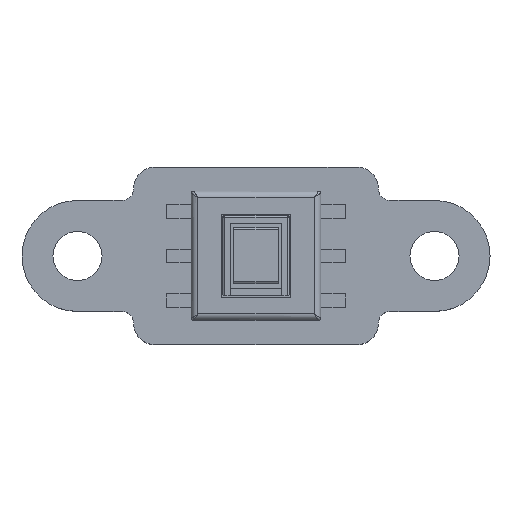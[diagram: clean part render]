
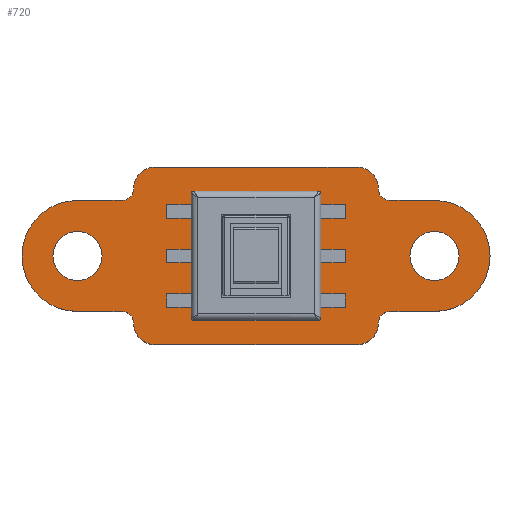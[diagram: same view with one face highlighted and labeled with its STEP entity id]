
A CAD part, top view. The second image highlights one B-rep face of the part: STEP entity #720.
In plain terms, the highlighted planar face has unit normal (0, 0, 1).
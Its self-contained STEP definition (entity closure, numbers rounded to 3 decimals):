
#176=CARTESIAN_POINT('',(-6.,3.,1.6));
#177=DIRECTION('',(0.,0.,1.));
#178=DIRECTION('',(0.,-1.,0.));
#179=AXIS2_PLACEMENT_3D('',#176,#177,#178);
#181=CARTESIAN_POINT('',(-4.5,3.,1.6));
#182=DIRECTION('',(0.,0.,-1.));
#183=DIRECTION('',(-1.,0.,0.));
#184=AXIS2_PLACEMENT_3D('',#181,#182,#183);
#186=DIRECTION('',(1.,0.,0.));
#187=VECTOR('',#186,7.);
#188=CARTESIAN_POINT('',(-4.5,3.987,1.6));
#189=LINE('',#188,#187);
#190=DIRECTION('',(1.,0.,0.));
#191=VECTOR('',#190,2.);
#192=CARTESIAN_POINT('',(2.5,3.987,1.6));
#193=LINE('',#192,#191);
#194=CARTESIAN_POINT('',(4.5,3.,1.6));
#195=DIRECTION('',(0.,0.,-1.));
#196=DIRECTION('',(0.,1.,0.));
#197=AXIS2_PLACEMENT_3D('',#194,#195,#196);
#199=CARTESIAN_POINT('',(6.,3.,1.6));
#200=DIRECTION('',(0.,0.,1.));
#201=DIRECTION('',(-1.,0.,0.));
#202=AXIS2_PLACEMENT_3D('',#199,#200,#201);
#204=DIRECTION('',(1.,0.,0.));
#205=VECTOR('',#204,2.);
#206=CARTESIAN_POINT('',(6.,2.487,1.6));
#207=LINE('',#206,#205);
#208=CARTESIAN_POINT('',(8.,0.,1.6));
#209=DIRECTION('',(0.,0.,-1.));
#210=DIRECTION('',(0.,1.,0.));
#211=AXIS2_PLACEMENT_3D('',#208,#209,#210);
#213=DIRECTION('',(-1.,0.,0.));
#214=VECTOR('',#213,2.);
#215=CARTESIAN_POINT('',(8.,-2.487,1.6));
#216=LINE('',#215,#214);
#217=CARTESIAN_POINT('',(6.,-3.,1.6));
#218=DIRECTION('',(0.,0.,1.));
#219=DIRECTION('',(0.,1.,0.));
#220=AXIS2_PLACEMENT_3D('',#217,#218,#219);
#222=CARTESIAN_POINT('',(4.5,-3.,1.6));
#223=DIRECTION('',(0.,0.,-1.));
#224=DIRECTION('',(1.,0.,0.));
#225=AXIS2_PLACEMENT_3D('',#222,#223,#224);
#227=DIRECTION('',(-1.,0.,0.));
#228=VECTOR('',#227,9.);
#229=CARTESIAN_POINT('',(4.5,-3.987,1.6));
#230=LINE('',#229,#228);
#231=CARTESIAN_POINT('',(-4.5,-3.,1.6));
#232=DIRECTION('',(0.,0.,-1.));
#233=DIRECTION('',(0.,-1.,0.));
#234=AXIS2_PLACEMENT_3D('',#231,#232,#233);
#236=CARTESIAN_POINT('',(-6.,-3.,1.6));
#237=DIRECTION('',(0.,0.,1.));
#238=DIRECTION('',(1.,0.,0.));
#239=AXIS2_PLACEMENT_3D('',#236,#237,#238);
#241=DIRECTION('',(-1.,0.,0.));
#242=VECTOR('',#241,2.);
#243=CARTESIAN_POINT('',(-6.,-2.487,1.6));
#244=LINE('',#243,#242);
#245=CARTESIAN_POINT('',(-8.,0.,1.6));
#246=DIRECTION('',(0.,0.,-1.));
#247=DIRECTION('',(0.,-1.,0.));
#248=AXIS2_PLACEMENT_3D('',#245,#246,#247);
#250=DIRECTION('',(1.,0.,0.));
#251=VECTOR('',#250,2.);
#252=CARTESIAN_POINT('',(-8.,2.487,1.6));
#253=LINE('',#252,#251);
#254=CARTESIAN_POINT('',(-8.,0.,1.6));
#255=DIRECTION('',(0.,0.,1.));
#256=DIRECTION('',(1.,0.,0.));
#257=AXIS2_PLACEMENT_3D('',#254,#255,#256);
#259=CARTESIAN_POINT('',(-8.,0.,1.6));
#260=DIRECTION('',(0.,0.,1.));
#261=DIRECTION('',(-1.,0.,0.));
#262=AXIS2_PLACEMENT_3D('',#259,#260,#261);
#264=CARTESIAN_POINT('',(8.,0.,1.6));
#265=DIRECTION('',(0.,0.,1.));
#266=DIRECTION('',(1.,0.,0.));
#267=AXIS2_PLACEMENT_3D('',#264,#265,#266);
#269=CARTESIAN_POINT('',(8.,0.,1.6));
#270=DIRECTION('',(0.,0.,1.));
#271=DIRECTION('',(-1.,0.,0.));
#272=AXIS2_PLACEMENT_3D('',#269,#270,#271);
#283=CARTESIAN_POINT('',(-6.,2.487,1.6));
#285=VERTEX_POINT('',#283);
#286=CARTESIAN_POINT('',(-5.487,3.,1.6));
#287=VERTEX_POINT('',#286);
#290=CARTESIAN_POINT('',(-4.5,3.987,1.6));
#291=VERTEX_POINT('',#290);
#294=CARTESIAN_POINT('',(2.5,3.987,1.6));
#295=VERTEX_POINT('',#294);
#298=CARTESIAN_POINT('',(4.5,3.987,1.6));
#299=VERTEX_POINT('',#298);
#302=CARTESIAN_POINT('',(5.487,3.,1.6));
#303=VERTEX_POINT('',#302);
#306=CARTESIAN_POINT('',(6.,2.487,1.6));
#307=VERTEX_POINT('',#306);
#310=CARTESIAN_POINT('',(8.,2.487,1.6));
#311=VERTEX_POINT('',#310);
#314=CARTESIAN_POINT('',(8.,-2.487,1.6));
#315=VERTEX_POINT('',#314);
#318=CARTESIAN_POINT('',(6.,-2.487,1.6));
#319=VERTEX_POINT('',#318);
#322=CARTESIAN_POINT('',(5.487,-3.,1.6));
#323=VERTEX_POINT('',#322);
#326=CARTESIAN_POINT('',(4.5,-3.987,1.6));
#327=VERTEX_POINT('',#326);
#330=CARTESIAN_POINT('',(-4.5,-3.987,1.6));
#331=VERTEX_POINT('',#330);
#334=CARTESIAN_POINT('',(-5.487,-3.,1.6));
#335=VERTEX_POINT('',#334);
#338=CARTESIAN_POINT('',(-6.,-2.487,1.6));
#339=VERTEX_POINT('',#338);
#342=CARTESIAN_POINT('',(-8.,-2.487,1.6));
#343=VERTEX_POINT('',#342);
#346=CARTESIAN_POINT('',(-8.,2.487,1.6));
#347=VERTEX_POINT('',#346);
#358=CARTESIAN_POINT('',(-6.9,0.,1.6));
#359=CARTESIAN_POINT('',(-9.1,0.,1.6));
#360=VERTEX_POINT('',#358);
#361=VERTEX_POINT('',#359);
#362=CARTESIAN_POINT('',(9.1,0.,1.6));
#363=CARTESIAN_POINT('',(6.9,0.,1.6));
#364=VERTEX_POINT('',#362);
#365=VERTEX_POINT('',#363);
#686=CARTESIAN_POINT('',(0.,0.,
1.6));
#687=DIRECTION('',(0.,0.,-1.));
#688=DIRECTION('',(-1.,0.,0.));
#689=AXIS2_PLACEMENT_3D('',#686,#687,#688);
#690=PLANE('',#689);
#691=ORIENTED_EDGE('',*,*,#377,.T.);
#692=ORIENTED_EDGE('',*,*,#616,.T.);
#693=ORIENTED_EDGE('',*,*,#602,.T.);
#694=ORIENTED_EDGE('',*,*,#587,.T.);
#695=ORIENTED_EDGE('',*,*,#572,.T.);
#696=ORIENTED_EDGE('',*,*,#557,.T.);
#697=ORIENTED_EDGE('',*,*,#542,.T.);
#698=ORIENTED_EDGE('',*,*,#527,.T.);
#699=ORIENTED_EDGE('',*,*,#512,.T.);
#700=ORIENTED_EDGE('',*,*,#497,.T.);
#701=ORIENTED_EDGE('',*,*,#482,.T.);
#702=ORIENTED_EDGE('',*,*,#467,.T.);
#703=ORIENTED_EDGE('',*,*,#452,.T.);
#704=ORIENTED_EDGE('',*,*,#437,.T.);
#705=ORIENTED_EDGE('',*,*,#422,.T.);
#706=ORIENTED_EDGE('',*,*,#407,.T.);
#707=ORIENTED_EDGE('',*,*,#392,.T.);
#708=EDGE_LOOP('',(#691,#692,#693,#694,#695,#696,#697,#698,#699,#700,#701,#702,
#703,#704,#705,#706,#707));
#709=FACE_OUTER_BOUND('',#708,.F.);
#710=ORIENTED_EDGE('',*,*,#666,.T.);
#711=ORIENTED_EDGE('',*,*,#680,.T.);
#712=EDGE_LOOP('',(#710,#711));
#713=FACE_BOUND('',#712,.F.);
#715=ORIENTED_EDGE('',*,*,#714,.T.);
#717=ORIENTED_EDGE('',*,*,#716,.T.);
#718=EDGE_LOOP('',(#715,#717));
#719=FACE_BOUND('',#718,.F.);
#720=ADVANCED_FACE('',(#709,#713,#719),#690,.F.);
#180=CIRCLE('',#179,0.513);
#185=CIRCLE('',#184,0.987);
#198=CIRCLE('',#197,0.987);
#203=CIRCLE('',#202,0.513);
#212=CIRCLE('',#211,2.487);
#221=CIRCLE('',#220,0.513);
#226=CIRCLE('',#225,0.987);
#235=CIRCLE('',#234,0.987);
#240=CIRCLE('',#239,0.513);
#249=CIRCLE('',#248,2.487);
#258=CIRCLE('',#257,1.1);
#263=CIRCLE('',#262,1.1);
#268=CIRCLE('',#267,1.1);
#273=CIRCLE('',#272,1.1);
#377=EDGE_CURVE('',#285,#287,#180,.T.);
#392=EDGE_CURVE('',#347,#285,#253,.T.);
#407=EDGE_CURVE('',#343,#347,#249,.T.);
#422=EDGE_CURVE('',#339,#343,#244,.T.);
#437=EDGE_CURVE('',#335,#339,#240,.T.);
#452=EDGE_CURVE('',#331,#335,#235,.T.);
#467=EDGE_CURVE('',#327,#331,#230,.T.);
#482=EDGE_CURVE('',#323,#327,#226,.T.);
#497=EDGE_CURVE('',#319,#323,#221,.T.);
#512=EDGE_CURVE('',#315,#319,#216,.T.);
#527=EDGE_CURVE('',#311,#315,#212,.T.);
#542=EDGE_CURVE('',#307,#311,#207,.T.);
#557=EDGE_CURVE('',#303,#307,#203,.T.);
#572=EDGE_CURVE('',#299,#303,#198,.T.);
#587=EDGE_CURVE('',#295,#299,#193,.T.);
#602=EDGE_CURVE('',#291,#295,#189,.T.);
#616=EDGE_CURVE('',#287,#291,#185,.T.);
#666=EDGE_CURVE('',#360,#361,#258,.T.);
#680=EDGE_CURVE('',#361,#360,#263,.T.);
#714=EDGE_CURVE('',#364,#365,#268,.T.);
#716=EDGE_CURVE('',#365,#364,#273,.T.);
